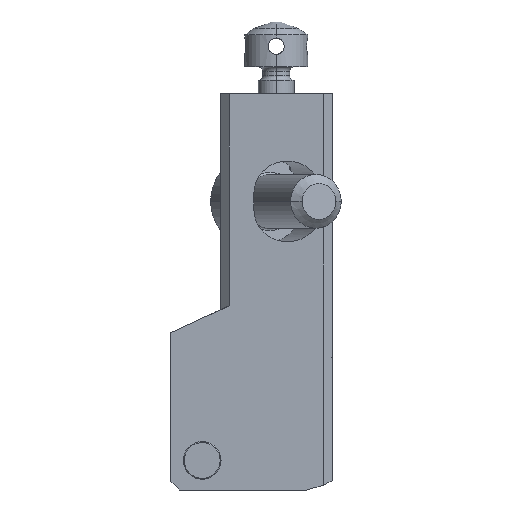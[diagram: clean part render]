
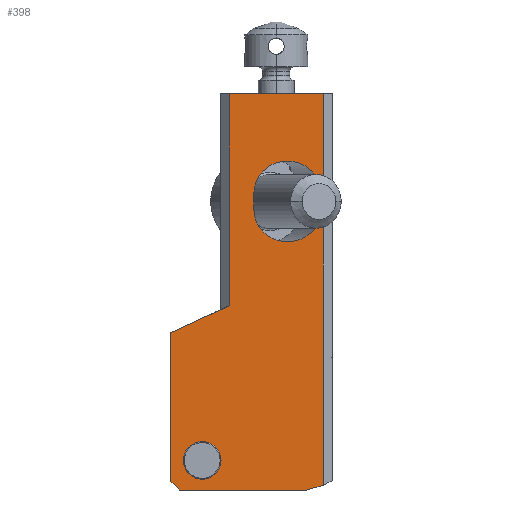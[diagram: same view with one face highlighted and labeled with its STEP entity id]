
A CAD part, left-side view. The second image highlights one B-rep face of the part: STEP entity #398.
In plain terms, the highlighted planar face has unit normal (-1, 0, 0).
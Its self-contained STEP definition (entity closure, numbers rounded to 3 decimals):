
#120=FACE_BOUND('',#958,.T.);
#121=FACE_BOUND('',#959,.T.);
#122=FACE_BOUND('',#960,.T.);
#221=CIRCLE('',#4400,2.1);
#222=CIRCLE('',#4401,2.1);
#398=ADVANCED_FACE('',(#120,#121,#122),#623,.F.);
#623=PLANE('',#4402);
#958=EDGE_LOOP('',(#2043,#2044,#2045,#2046,#2047,#2048,#2049,#2050));
#959=EDGE_LOOP('',(#2051,#2052,#2053,#2054,#2055));
#960=EDGE_LOOP('',(#2056,#2057));
#1253=LINE('',#6169,#1613);
#1265=LINE('',#6358,#1625);
#1275=LINE('',#6387,#1635);
#1276=LINE('',#6389,#1636);
#1277=LINE('',#6391,#1637);
#1278=LINE('',#6392,#1638);
#1279=LINE('',#6394,#1639);
#1280=LINE('',#6396,#1640);
#1281=LINE('',#6402,#1641);
#1282=LINE('',#6406,#1642);
#1613=VECTOR('',#4893,1.);
#1625=VECTOR('',#4927,1.);
#1635=VECTOR('',#4951,1.);
#1636=VECTOR('',#4954,1.);
#1637=VECTOR('',#4955,1.);
#1638=VECTOR('',#4956,1.);
#1639=VECTOR('',#4957,1.);
#1640=VECTOR('',#4958,1.);
#1641=VECTOR('',#4963,1.);
#1642=VECTOR('',#4966,1.);
#2043=ORIENTED_EDGE('',*,*,#3642,.T.);
#2044=ORIENTED_EDGE('',*,*,#3643,.T.);
#2045=ORIENTED_EDGE('',*,*,#3605,.F.);
#2046=ORIENTED_EDGE('',*,*,#3644,.T.);
#2047=ORIENTED_EDGE('',*,*,#3645,.T.);
#2048=ORIENTED_EDGE('',*,*,#3646,.F.);
#2049=ORIENTED_EDGE('',*,*,#3626,.F.);
#2050=ORIENTED_EDGE('',*,*,#3641,.F.);
#2051=ORIENTED_EDGE('',*,*,#3647,.F.);
#2052=ORIENTED_EDGE('',*,*,#3648,.T.);
#2053=ORIENTED_EDGE('',*,*,#3649,.T.);
#2054=ORIENTED_EDGE('',*,*,#3650,.T.);
#2055=ORIENTED_EDGE('',*,*,#3651,.T.);
#2056=ORIENTED_EDGE('',*,*,#3652,.F.);
#2057=ORIENTED_EDGE('',*,*,#3653,.F.);
#3204=VERTEX_POINT('',#6168);
#3205=VERTEX_POINT('',#6170);
#3221=VERTEX_POINT('',#6357);
#3222=VERTEX_POINT('',#6359);
#3233=VERTEX_POINT('',#6386);
#3234=VERTEX_POINT('',#6390);
#3235=VERTEX_POINT('',#6393);
#3236=VERTEX_POINT('',#6395);
#3237=VERTEX_POINT('',#6398);
#3238=VERTEX_POINT('',#6399);
#3239=VERTEX_POINT('',#6401);
#3240=VERTEX_POINT('',#6403);
#3241=VERTEX_POINT('',#6405);
#3242=VERTEX_POINT('',#6408);
#3243=VERTEX_POINT('',#6409);
#3605=EDGE_CURVE('',#3204,#3205,#1253,.T.);
#3626=EDGE_CURVE('',#3221,#3222,#1265,.T.);
#3641=EDGE_CURVE('',#3233,#3221,#1275,.T.);
#3642=EDGE_CURVE('',#3233,#3234,#1276,.T.);
#3643=EDGE_CURVE('',#3234,#3205,#1277,.T.);
#3644=EDGE_CURVE('',#3204,#3235,#1278,.T.);
#3645=EDGE_CURVE('',#3235,#3236,#1279,.T.);
#3646=EDGE_CURVE('',#3222,#3236,#1280,.T.);
#3647=EDGE_CURVE('',#3237,#3238,#4199,.T.);
#3648=EDGE_CURVE('',#3237,#3239,#4200,.T.);
#3649=EDGE_CURVE('',#3239,#3240,#1281,.T.);
#3650=EDGE_CURVE('',#3240,#3241,#4201,.T.);
#3651=EDGE_CURVE('',#3241,#3238,#1282,.T.);
#3652=EDGE_CURVE('',#3242,#3243,#221,.T.);
#3653=EDGE_CURVE('',#3243,#3242,#222,.T.);
#4199=ELLIPSE('',#4397,3.725,3.5);
#4200=ELLIPSE('',#4398,3.725,3.5);
#4201=ELLIPSE('',#4399,3.725,3.5);
#4397=AXIS2_PLACEMENT_3D('',#6397,#4959,#4960);
#4398=AXIS2_PLACEMENT_3D('',#6400,#4961,#4962);
#4399=AXIS2_PLACEMENT_3D('',#6404,#4964,#4965);
#4400=AXIS2_PLACEMENT_3D('',#6407,#4967,#4968);
#4401=AXIS2_PLACEMENT_3D('',#6410,#4969,#4970);
#4402=AXIS2_PLACEMENT_3D('',#6411,#4971,#4972);
#4893=DIRECTION('',(0.,0.,-1.));
#4927=DIRECTION('',(0.,0.,1.));
#4951=DIRECTION('',(0.,0.707,0.707));
#4954=DIRECTION('',(0.,-1.,0.));
#4955=DIRECTION('',(0.,-0.964,0.267));
#4956=DIRECTION('',(0.,1.,0.));
#4957=DIRECTION('',(0.,0.,-1.));
#4958=DIRECTION('',(0.,-0.906,0.423));
#4959=DIRECTION('',(-1.,0.,0.));
#4960=DIRECTION('',(0.,-1.,0.));
#4961=DIRECTION('',(1.,0.,0.));
#4962=DIRECTION('',(0.,-1.,0.));
#4963=DIRECTION('',(0.,0.,-1.));
#4964=DIRECTION('',(1.,0.,0.));
#4965=DIRECTION('',(0.,-1.,0.));
#4966=DIRECTION('',(0.,0.,1.));
#4967=DIRECTION('',(-1.,0.,0.));
#4968=DIRECTION('',(0.,1.,0.));
#4969=DIRECTION('',(-1.,0.,0.));
#4970=DIRECTION('',(0.,-1.,0.));
#4971=DIRECTION('',(1.,0.,0.));
#4972=DIRECTION('',(0.,0.,1.));
#6168=CARTESIAN_POINT('',(-11.,1.,0.));
#6169=CARTESIAN_POINT('',(-11.,1.,0.));
#6170=CARTESIAN_POINT('',(-11.,1.,-43.654));
#6357=CARTESIAN_POINT('',(-11.,18.,-43.177));
#6358=CARTESIAN_POINT('',(-11.,18.,-43.177));
#6359=CARTESIAN_POINT('',(-11.,18.,-26.665));
#6386=CARTESIAN_POINT('',(-11.,17.,-44.177));
#6387=CARTESIAN_POINT('',(-11.,17.,-44.177));
#6389=CARTESIAN_POINT('',(-11.,17.,-44.177));
#6390=CARTESIAN_POINT('',(-11.,2.882,-44.177));
#6391=CARTESIAN_POINT('',(-11.,2.882,-44.177));
#6392=CARTESIAN_POINT('',(-11.,1.,0.));
#6393=CARTESIAN_POINT('',(-11.,11.5,0.));
#6394=CARTESIAN_POINT('',(-11.,11.5,0.));
#6395=CARTESIAN_POINT('',(-11.,11.5,-23.634));
#6396=CARTESIAN_POINT('',(-11.,18.,-26.665));
#6397=CARTESIAN_POINT('',(-11.,5.,-11.));
#6398=CARTESIAN_POINT('',(-11.,5.,-7.5));
#6399=CARTESIAN_POINT('',(-11.,8.725,-11.));
#6400=CARTESIAN_POINT('',(-11.,5.,-11.));
#6401=CARTESIAN_POINT('',(-11.,1.275,-11.));
#6402=CARTESIAN_POINT('',(-11.,1.275,-11.));
#6403=CARTESIAN_POINT('',(-11.,1.275,-13.));
#6404=CARTESIAN_POINT('',(-11.,5.,-13.));
#6405=CARTESIAN_POINT('',(-11.,8.725,-13.));
#6406=CARTESIAN_POINT('',(-11.,8.725,-13.));
#6407=CARTESIAN_POINT('',(-11.,14.5,-40.877));
#6408=CARTESIAN_POINT('',(-11.,16.6,-40.877));
#6409=CARTESIAN_POINT('',(-11.,12.4,-40.877));
#6410=CARTESIAN_POINT('',(-11.,14.5,-40.877));
#6411=CARTESIAN_POINT('',(-11.,9.5,-22.088));
